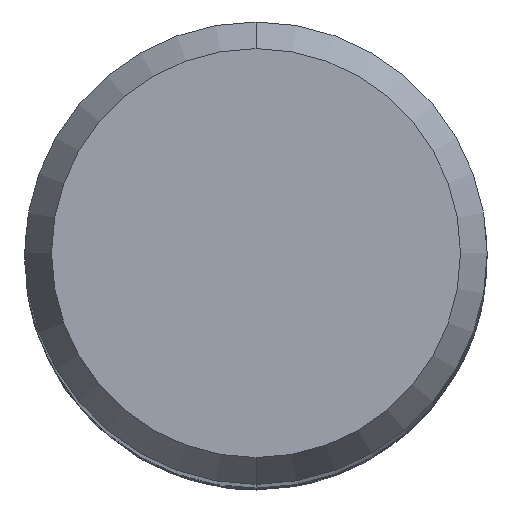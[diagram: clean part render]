
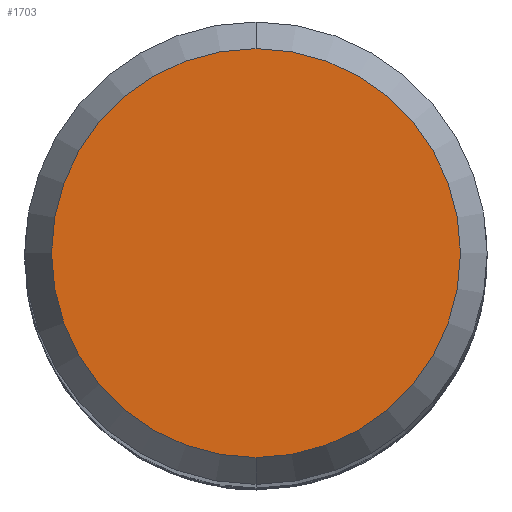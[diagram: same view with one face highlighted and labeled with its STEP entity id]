
A CAD part, top view. The second image highlights one B-rep face of the part: STEP entity #1703.
In plain terms, the highlighted planar face has unit normal (0, 0, 1).
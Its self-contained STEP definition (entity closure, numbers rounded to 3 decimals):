
#1129=EDGE_CURVE('',#1427,#1863,#2572,.T.);
#1427=VERTEX_POINT('',#2895);
#1703=ADVANCED_FACE('',(#3199),#3200,.T.);
#1863=VERTEX_POINT('',#3378);
#2079=EDGE_CURVE('',#1863,#1427,#3614,.T.);
#2572=CIRCLE('',#8695,4.423);
#2895=CARTESIAN_POINT('',(0.0,4.423,0.0));
#3199=FACE_OUTER_BOUND('',#15289,.T.);
#3200=PLANE('',#15290);
#3378=CARTESIAN_POINT('',(0.,-4.423,0.0));
#3614=CIRCLE('',#20576,4.423);
#8695=AXIS2_PLACEMENT_3D('',#21167,#21168,#21169);
#15289=EDGE_LOOP('',(#21724,#21725));
#15290=AXIS2_PLACEMENT_3D('',#21726,#21727,#21728);
#20576=AXIS2_PLACEMENT_3D('',#22195,#22196,#22197);
#21167=CARTESIAN_POINT('',(0.0,0.0,0.0));
#21168=DIRECTION('',(0.0,0.0,-1.0));
#21169=DIRECTION('',(0.0,1.0,0.0));
#21724=ORIENTED_EDGE('',*,*,#1129,.F.);
#21725=ORIENTED_EDGE('',*,*,#2079,.F.);
#21726=CARTESIAN_POINT('',(0.0,2.211,0.0));
#21727=DIRECTION('',(-0.0,0.0,1.0));
#21728=DIRECTION('',(0.0,-1.0,0.0));
#22195=CARTESIAN_POINT('',(0.0,0.0,0.0));
#22196=DIRECTION('',(0.0,0.0,-1.0));
#22197=DIRECTION('',(0.0,1.0,0.0));
